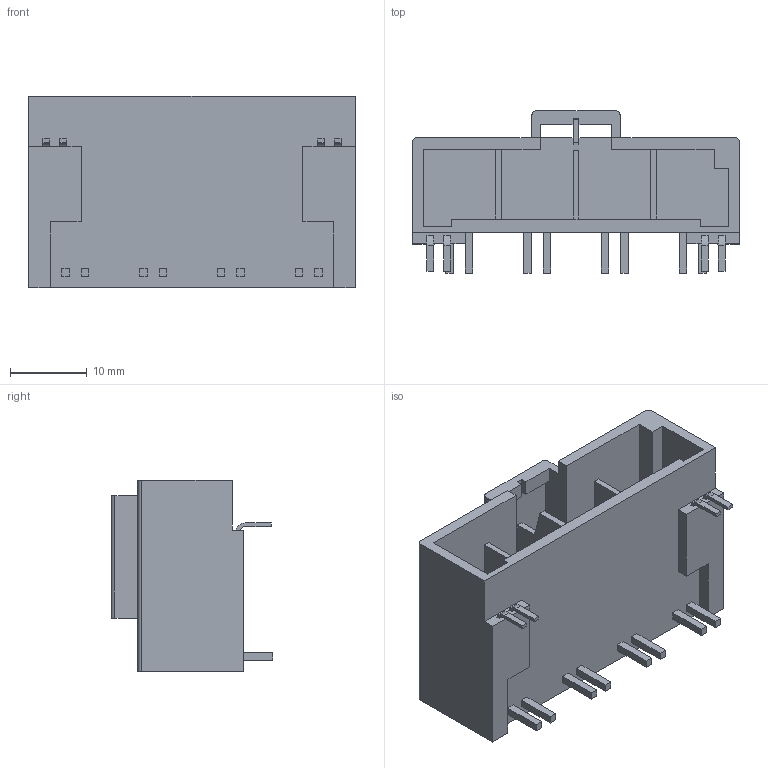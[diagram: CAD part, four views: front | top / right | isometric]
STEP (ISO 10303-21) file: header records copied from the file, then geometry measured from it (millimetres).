
FILE_DESCRIPTION(('CoCreate Modeling STEP Export'),'2;1');
FILE_NAME('DF60-4P-10.16DS.stp','2012-12-14T 9:43:39',(''),(''),'CoCreate Modeling STEP processor for AP214 (Solid Model)','CoCreate Modeling 17.0 01-Apr-2010 (C) Parametric Technology GmbH','');
FILE_SCHEMA(('AUTOMOTIVE_DESIGN { 1 0 10303 214 1 1 1 1 }'));
Length unit declared in the file: millimetre
Products named in the file (1): DF60-4P-10.16DS
Bounding box: 42.68 x 21.15 x 25 mm (x, y, z)
Volume: 7953.4 mm3; surface area: 6687 mm2
Topology: 1 solids, 1 shells, 128 faces, 354 edges, 236 vertices
Faces by surface type: plane 116, cylinder 12
Entity records: 3975 total; most frequent: ORIENTED_EDGE 708, CARTESIAN_POINT 701, DIRECTION 613, EDGE_CURVE 354, VECTOR 317, LINE 317, VERTEX_POINT 236, AXIS2_PLACEMENT_3D 148
